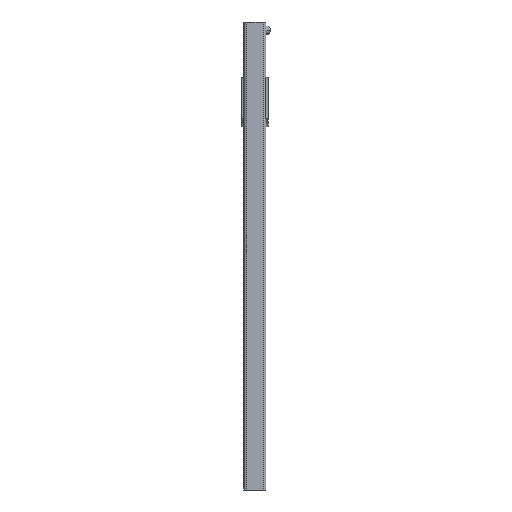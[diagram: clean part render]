
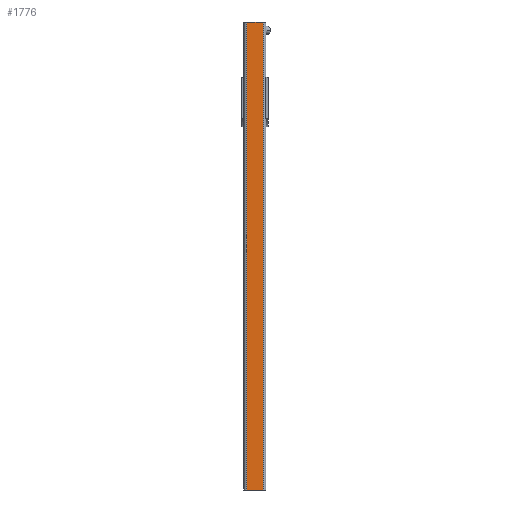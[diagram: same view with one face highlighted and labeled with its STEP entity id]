
A CAD part, left-side view. The second image highlights one B-rep face of the part: STEP entity #1776.
In plain terms, the highlighted planar face has unit normal (-1, 0, 0).
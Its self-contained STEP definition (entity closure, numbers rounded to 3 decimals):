
#25 = LINE ( 'NONE', #374, #1602 ) ;
#59 = CARTESIAN_POINT ( 'NONE',  ( 0., 0., 850. ) ) ;
#254 = EDGE_CURVE ( 'NONE', #1440, #1210, #868, .T. ) ;
#358 = CARTESIAN_POINT ( 'NONE',  ( 0., 0., 0. ) ) ;
#374 = CARTESIAN_POINT ( 'NONE',  ( 0., -35., 850. ) ) ;
#380 = ORIENTED_EDGE ( 'NONE', *, *, #1902, .T. ) ;
#411 = CARTESIAN_POINT ( 'NONE',  ( 0., -5., 0. ) ) ;
#507 = DIRECTION ( 'NONE',  ( 1., 0., 0. ) ) ;
#510 = ORIENTED_EDGE ( 'NONE', *, *, #1071, .F. ) ;
#604 = DIRECTION ( 'NONE',  ( 0., -1., 0. ) ) ;
#666 = CARTESIAN_POINT ( 'NONE',  ( 0., -35., 0. ) ) ;
#670 = AXIS2_PLACEMENT_3D ( 'NONE', #1734, #507, #2253 ) ;
#681 = VECTOR ( 'NONE', #1579, 1000. ) ;
#699 = CARTESIAN_POINT ( 'NONE',  ( 0., -35., 850. ) ) ;
#720 = VECTOR ( 'NONE', #1585, 1000. ) ;
#735 = VERTEX_POINT ( 'NONE', #1696 ) ;
#815 = ORIENTED_EDGE ( 'NONE', *, *, #1323, .T. ) ;
#831 = FACE_OUTER_BOUND ( 'NONE', #1454, .T. ) ;
#868 = LINE ( 'NONE', #358, #681 ) ;
#951 = LINE ( 'NONE', #59, #1951 ) ;
#1063 = LINE ( 'NONE', #2110, #720 ) ;
#1071 = EDGE_CURVE ( 'NONE', #735, #1252, #951, .T. ) ;
#1210 = VERTEX_POINT ( 'NONE', #666 ) ;
#1252 = VERTEX_POINT ( 'NONE', #699 ) ;
#1323 = EDGE_CURVE ( 'NONE', #735, #1440, #1063, .T. ) ;
#1440 = VERTEX_POINT ( 'NONE', #411 ) ;
#1454 = EDGE_LOOP ( 'NONE', ( #510, #815, #1850, #380 ) ) ;
#1579 = DIRECTION ( 'NONE',  ( 0., -1., 0. ) ) ;
#1585 = DIRECTION ( 'NONE',  ( 0., 0., -1. ) ) ;
#1602 = VECTOR ( 'NONE', #1640, 1000. ) ;
#1640 = DIRECTION ( 'NONE',  ( 0., 0., 1. ) ) ;
#1696 = CARTESIAN_POINT ( 'NONE',  ( 0., -5., 850. ) ) ;
#1734 = CARTESIAN_POINT ( 'NONE',  ( 0., 0., 850. ) ) ;
#1776 = ADVANCED_FACE ( 'NONE', ( #831 ), #2275, .F. ) ;
#1850 = ORIENTED_EDGE ( 'NONE', *, *, #254, .T. ) ;
#1902 = EDGE_CURVE ( 'NONE', #1210, #1252, #25, .T. ) ;
#1951 = VECTOR ( 'NONE', #604, 1000. ) ;
#2110 = CARTESIAN_POINT ( 'NONE',  ( 0., -5., 850. ) ) ;
#2253 = DIRECTION ( 'NONE',  ( 0., 1., 0. ) ) ;
#2275 = PLANE ( 'NONE',  #670 ) ;
